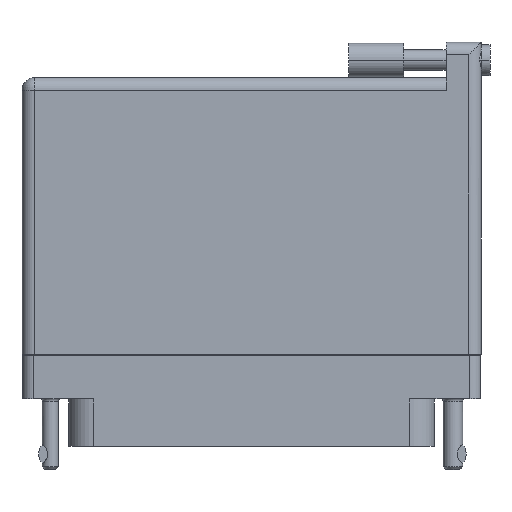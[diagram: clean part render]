
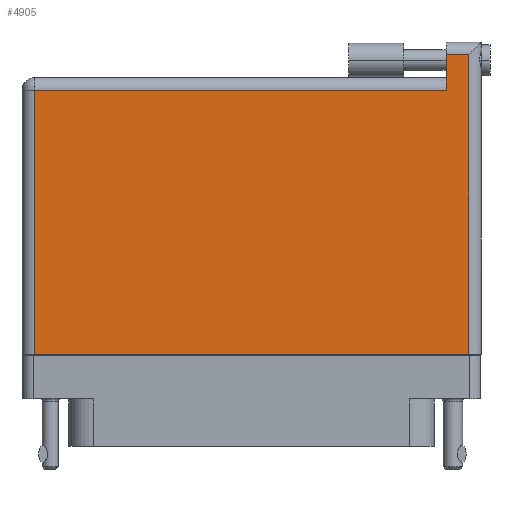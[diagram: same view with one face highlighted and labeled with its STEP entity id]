
A CAD part, front view. The second image highlights one B-rep face of the part: STEP entity #4905.
In plain terms, the highlighted face is planar.
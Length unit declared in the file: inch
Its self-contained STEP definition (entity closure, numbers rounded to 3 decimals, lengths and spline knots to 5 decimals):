
#3746 = EDGE_CURVE ( 'NONE', #5123, #28565, #47001, .T. ) ;
#4131 = CARTESIAN_POINT ( 'NONE',  ( 1.103, 1.396, 0.4495 ) ) ;
#4440 = DIRECTION ( 'NONE',  ( 1., 0., 0. ) ) ;
#4905 = ADVANCED_FACE ( 'NONE', ( #57498 ), #7526, .F. ) ;
#5123 = VERTEX_POINT ( 'NONE', #10817 ) ;
#7526 = PLANE ( 'NONE',  #57326 ) ;
#9230 = VERTEX_POINT ( 'NONE', #4131 ) ;
#10017 = CARTESIAN_POINT ( 'NONE',  ( 1.23, 1.596, 0.4495 ) ) ;
#10817 = CARTESIAN_POINT ( 'NONE',  ( -1.23, -0.1, 0.4495 ) ) ;
#11353 = VECTOR ( 'NONE', #37057, 39.37008 ) ;
#12791 = LINE ( 'NONE', #57573, #45888 ) ;
#14028 = CARTESIAN_POINT ( 'NONE',  ( 1.23, 1.666, 0.4495 ) ) ;
#14131 = VECTOR ( 'NONE', #19468, 39.37008 ) ;
#14541 = ORIENTED_EDGE ( 'NONE', *, *, #39781, .T. ) ;
#15268 = DIRECTION ( 'NONE',  ( -1., 0., 0. ) ) ;
#16889 = CARTESIAN_POINT ( 'NONE',  ( -1.23, 1.396, 0.4495 ) ) ;
#18375 = CARTESIAN_POINT ( 'NONE',  ( 1.23, -0.1, 0.4495 ) ) ;
#19468 = DIRECTION ( 'NONE',  ( 0., -1., 0. ) ) ;
#22011 = VECTOR ( 'NONE', #31619, 39.37008 ) ;
#23902 = ORIENTED_EDGE ( 'NONE', *, *, #38086, .T. ) ;
#24858 = EDGE_CURVE ( 'NONE', #59491, #39745, #12791, .T. ) ;
#25334 = ORIENTED_EDGE ( 'NONE', *, *, #3746, .T. ) ;
#25674 = EDGE_CURVE ( 'NONE', #9230, #56828, #43386, .T. ) ;
#26495 = LINE ( 'NONE', #50371, #22011 ) ;
#28565 = VERTEX_POINT ( 'NONE', #18375 ) ;
#30800 = VECTOR ( 'NONE', #57853, 39.37008 ) ;
#31619 = DIRECTION ( 'NONE',  ( 0., -1., 0. ) ) ;
#36374 = LINE ( 'NONE', #14028, #11353 ) ;
#36730 = DIRECTION ( 'NONE',  ( -1., 0., 0. ) ) ;
#37057 = DIRECTION ( 'NONE',  ( 0., 1., 0. ) ) ;
#38086 = EDGE_CURVE ( 'NONE', #28565, #59491, #36374, .T. ) ;
#38702 = ORIENTED_EDGE ( 'NONE', *, *, #45979, .T. ) ;
#39745 = VERTEX_POINT ( 'NONE', #52421 ) ;
#39781 = EDGE_CURVE ( 'NONE', #56828, #5123, #54585, .T. ) ;
#40031 = EDGE_LOOP ( 'NONE', ( #25334, #23902, #50554, #38702, #49222, #14541 ) ) ;
#42728 = CARTESIAN_POINT ( 'NONE',  ( -1.3, -0.1, 0.4495 ) ) ;
#43386 = LINE ( 'NONE', #48686, #30800 ) ;
#43818 = CARTESIAN_POINT ( 'NONE',  ( -1.23, -0.1, 0.4495 ) ) ;
#45888 = VECTOR ( 'NONE', #15268, 39.37008 ) ;
#45979 = EDGE_CURVE ( 'NONE', #39745, #9230, #26495, .T. ) ;
#46390 = DIRECTION ( 'NONE',  ( 0., 0., -1. ) ) ;
#47001 = LINE ( 'NONE', #42728, #57950 ) ;
#48686 = CARTESIAN_POINT ( 'NONE',  ( -1.3, 1.396, 0.4495 ) ) ;
#49222 = ORIENTED_EDGE ( 'NONE', *, *, #25674, .T. ) ;
#50371 = CARTESIAN_POINT ( 'NONE',  ( 1.103, 1.666, 0.4495 ) ) ;
#50554 = ORIENTED_EDGE ( 'NONE', *, *, #24858, .T. ) ;
#50739 = CARTESIAN_POINT ( 'NONE',  ( -1.3, 1.466, 0.4495 ) ) ;
#52421 = CARTESIAN_POINT ( 'NONE',  ( 1.103, 1.596, 0.4495 ) ) ;
#54585 = LINE ( 'NONE', #43818, #14131 ) ;
#56828 = VERTEX_POINT ( 'NONE', #16889 ) ;
#57326 = AXIS2_PLACEMENT_3D ( 'NONE', #50739, #46390, #36730 ) ;
#57498 = FACE_OUTER_BOUND ( 'NONE', #40031, .T. ) ;
#57573 = CARTESIAN_POINT ( 'NONE',  ( -1.3, 1.596, 0.4495 ) ) ;
#57853 = DIRECTION ( 'NONE',  ( -1., 0., 0. ) ) ;
#57950 = VECTOR ( 'NONE', #4440, 39.37008 ) ;
#59491 = VERTEX_POINT ( 'NONE', #10017 ) ;
